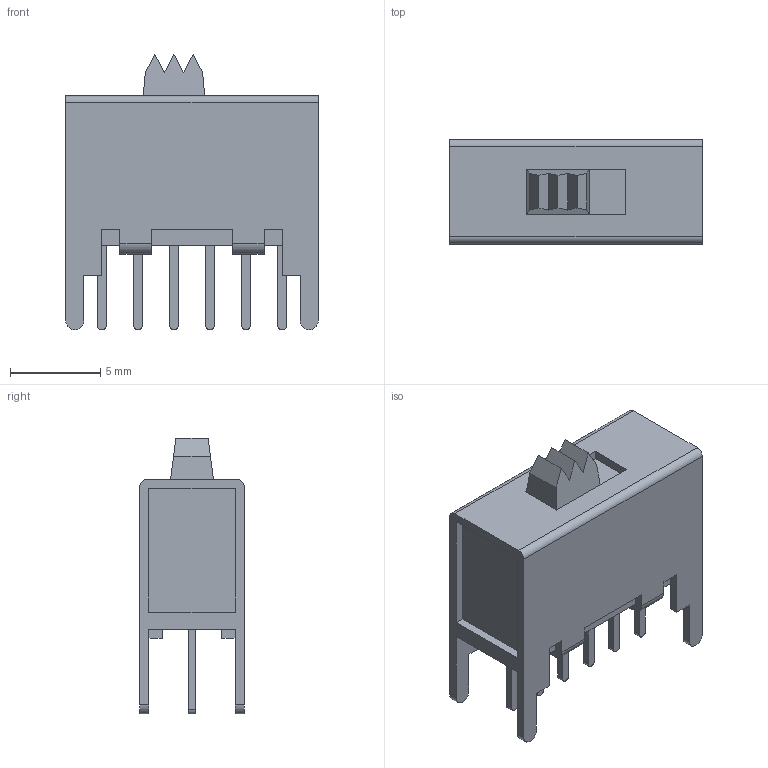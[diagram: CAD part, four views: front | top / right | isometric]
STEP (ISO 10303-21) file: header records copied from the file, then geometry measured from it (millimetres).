
FILE_DESCRIPTION((''),'2;1');
FILE_NAME('C-1825261-2','2022-09-30T07:38:46',('workeradm'),('TE Connectivity Ltd.'),'CREO PARAMETRIC BY PTC INC, 2021072','CREO PARAMETRIC BY PTC INC, 2021072','');
FILE_SCHEMA(('AUTOMOTIVE_DESIGN { 1 0 10303 214 1 1 1 1 }'));
Length unit declared in the file: millimetre
Products named in the file (1): C-1825261-2
Bounding box: 14 x 5.8 x 15.3 mm (x, y, z)
Volume: 666.4 mm3; surface area: 678.3 mm2
Topology: 1 solids, 1 shells, 115 faces, 304 edges, 200 vertices
Faces by surface type: plane 99, cylinder 16
Entity records: 3682 total; most frequent: CARTESIAN_POINT 621, ORIENTED_EDGE 608, DIRECTION 566, EDGE_CURVE 304, VECTOR 272, LINE 272, VERTEX_POINT 200, AXIS2_PLACEMENT_3D 147
